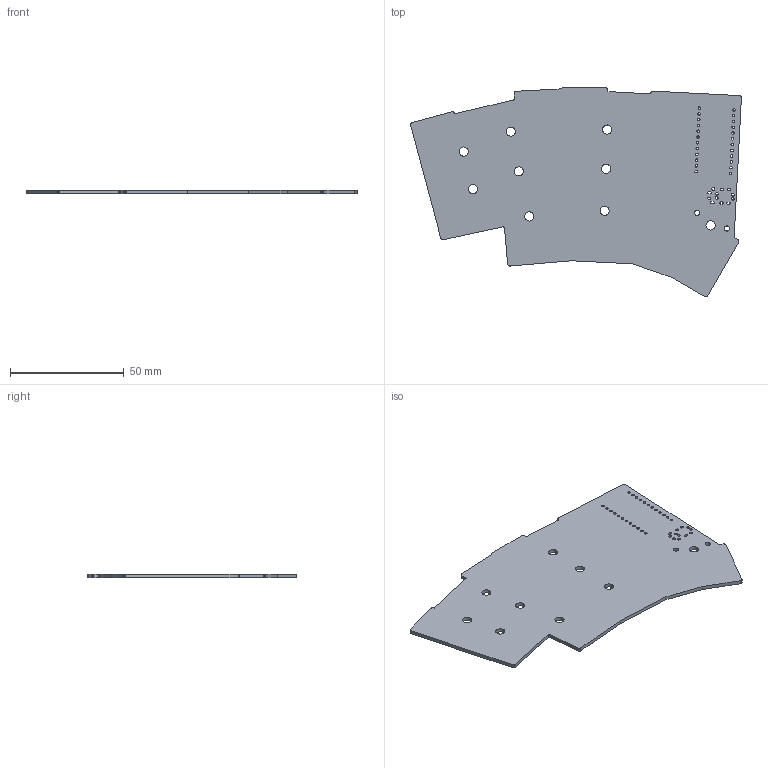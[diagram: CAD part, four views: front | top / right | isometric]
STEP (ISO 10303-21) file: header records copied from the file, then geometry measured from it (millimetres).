
FILE_DESCRIPTION(('KiCad electronic assembly'),'2;1');
FILE_NAME('askew-kbd.step','2023-09-22T15:16:22',('Pcbnew'),('Kicad'), 'Open CASCADE STEP processor 7.7','KiCad to STEP converter','Unknown' );
FILE_SCHEMA(('AUTOMOTIVE_DESIGN { 1 0 10303 214 1 1 1 1 }'));
Length unit declared in the file: millimetre
Products named in the file (2): askew-kbd 1; _autosave-askew-kbd PCB
Assembly tree (1 placements, depth 2):
  askew-kbd 1
    _autosave-askew-kbd PCB
Bounding box: 145.19 x 92.14 x 1.6 mm (x, y, z)
Volume: 15507.8 mm3; surface area: 20492.7 mm2
Topology: 1 solids, 1 shells, 369 faces, 1101 edges, 734 vertices
Faces by surface type: plane 330, cylinder 39
Full cylindrical faces by diameter (mm): 1.1 x24, 1.2 x4, 2.3 x2, 4 x9
Entity records: 26997 total; most frequent: CARTESIAN_POINT 4876, DIRECTION 4045, LINE 3147, VECTOR 3147, ORIENTED_EDGE 2202, PCURVE 2202, DEFINITIONAL_REPRESENTATION 2202, EDGE_CURVE 1101
